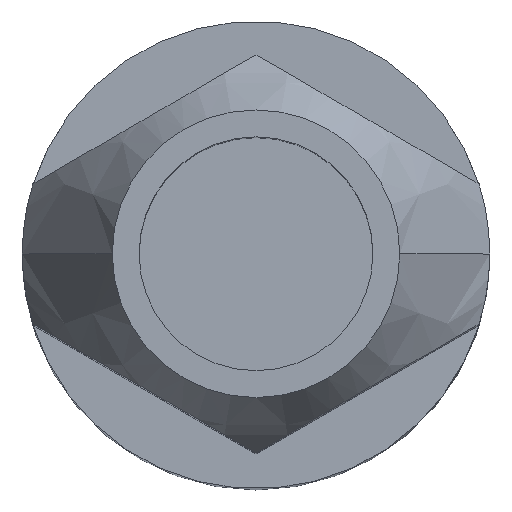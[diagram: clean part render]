
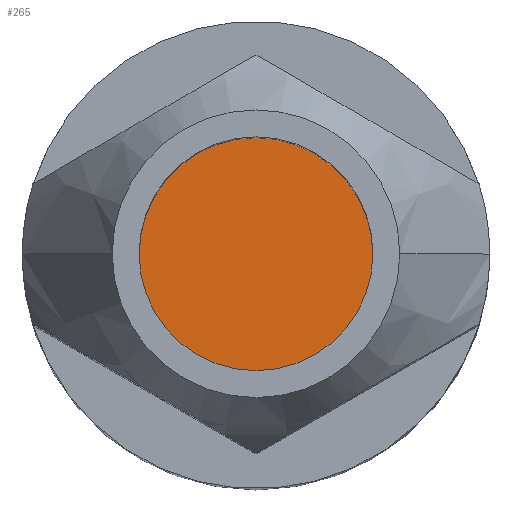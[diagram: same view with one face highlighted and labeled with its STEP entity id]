
A CAD part, top view. The second image highlights one B-rep face of the part: STEP entity #265.
In plain terms, the highlighted planar face has unit normal (0, 0, 1).
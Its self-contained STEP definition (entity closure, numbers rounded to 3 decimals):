
#6 = FACE_OUTER_BOUND ( 'NONE', #79, .T. ) ;
#20 = AXIS2_PLACEMENT_3D ( 'NONE', #279, #498, #451 ) ;
#25 = DIRECTION ( 'NONE',  ( 0., 0., 1. ) ) ;
#79 = EDGE_LOOP ( 'NONE', ( #397, #295 ) ) ;
#110 = AXIS2_PLACEMENT_3D ( 'NONE', #382, #260, #169 ) ;
#169 = DIRECTION ( 'NONE',  ( 1., 0., 0. ) ) ;
#260 = DIRECTION ( 'NONE',  ( 0., 0., 1. ) ) ;
#265 = ADVANCED_FACE ( 'NONE', ( #6 ), #325, .T. ) ;
#279 = CARTESIAN_POINT ( 'NONE',  ( 0., 0., 14. ) ) ;
#282 = VERTEX_POINT ( 'NONE', #547 ) ;
#285 = DIRECTION ( 'NONE',  ( 1., 0., 0. ) ) ;
#295 = ORIENTED_EDGE ( 'NONE', *, *, #512, .T. ) ;
#325 = PLANE ( 'NONE',  #110 ) ;
#382 = CARTESIAN_POINT ( 'NONE',  ( 0., 0., 14. ) ) ;
#397 = ORIENTED_EDGE ( 'NONE', *, *, #443, .T. ) ;
#400 = VERTEX_POINT ( 'NONE', #433 ) ;
#433 = CARTESIAN_POINT ( 'NONE',  ( -1.5, 0., 14. ) ) ;
#440 = CIRCLE ( 'NONE', #632, 1.5 ) ;
#443 = EDGE_CURVE ( 'NONE', #282, #400, #440, .T. ) ;
#451 = DIRECTION ( 'NONE',  ( 1., 0., 0. ) ) ;
#498 = DIRECTION ( 'NONE',  ( 0., 0., 1. ) ) ;
#512 = EDGE_CURVE ( 'NONE', #400, #282, #675, .T. ) ;
#547 = CARTESIAN_POINT ( 'NONE',  ( 1.5, 0., 14. ) ) ;
#615 = CARTESIAN_POINT ( 'NONE',  ( 0., 0., 14. ) ) ;
#632 = AXIS2_PLACEMENT_3D ( 'NONE', #615, #25, #285 ) ;
#675 = CIRCLE ( 'NONE', #20, 1.5 ) ;
